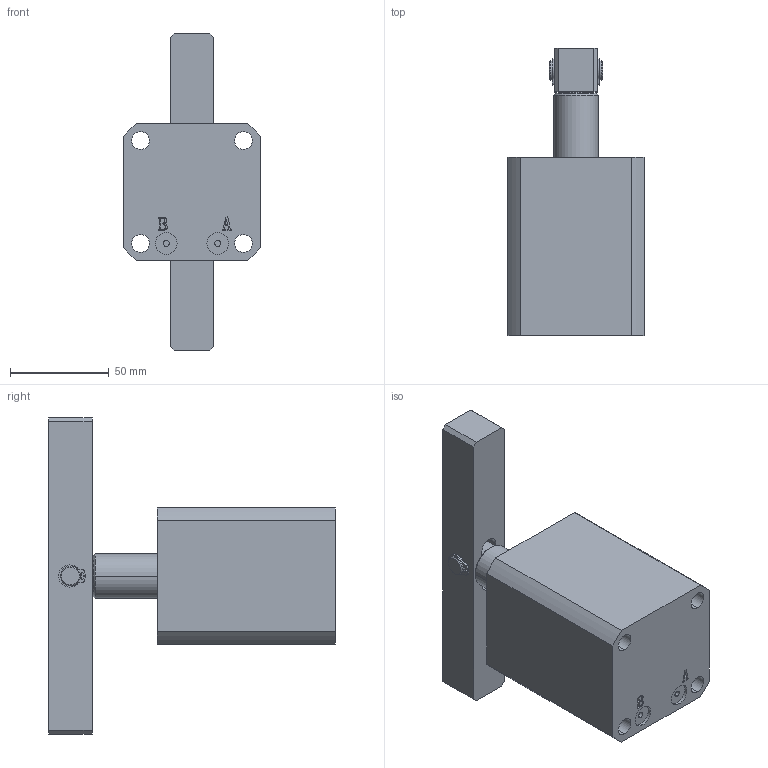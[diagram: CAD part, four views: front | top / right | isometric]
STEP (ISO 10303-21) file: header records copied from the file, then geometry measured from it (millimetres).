
FILE_DESCRIPTION (( 'STEP AP203' ), '1' );
FILE_NAME ('HSL-M40D.STEP', '2020-09-15T03:40:37', ( '微软用户' ), ( '微软中国' ), 'SwSTEP 2.0', 'SolidWorks 2012', '' );
FILE_SCHEMA (( 'CONFIG_CONTROL_DESIGN' ));
Length unit declared in the file: millimetre
Products named in the file (6): HSL-M40D; external circlip_bsi_BS 3673-4 - S009M; HSL-40D蛌褒詰揤旋杻秶; HSL-40D转角缸活塞杆; HSL-40D蛌褒詰隅弇种; HSL-M40D掛极
Assembly tree (6 placements, depth 2):
  HSL-M40D
    HSL-M40D掛极
    HSL-40D蛌褒詰隅弇种
    HSL-40D转角缸活塞杆
    HSL-40D蛌褒詰揤旋杻秶
    external circlip_bsi_BS 3673-4 - S009M  x2
Bounding box: 69 x 145 x 160 mm (x, y, z)
Volume: 446199.2 mm3; surface area: 80348.5 mm2
Topology: 6 solids, 6 shells, 219 faces, 544 edges, 358 vertices
Faces by surface type: plane 101, cylinder 86, bspline 16, cone 12, torus 4
Entity records: 7091 total; most frequent: CARTESIAN_POINT 1830, DIRECTION 965, ORIENTED_EDGE 938, EDGE_CURVE 469, AXIS2_PLACEMENT_3D 347, VERTEX_POINT 308, VECTOR 271, LINE 271
